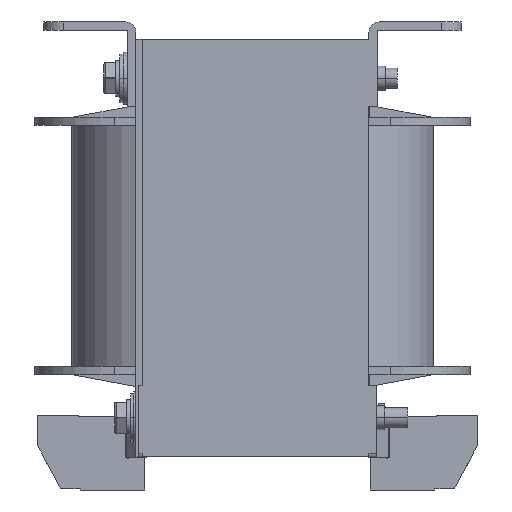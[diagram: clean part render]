
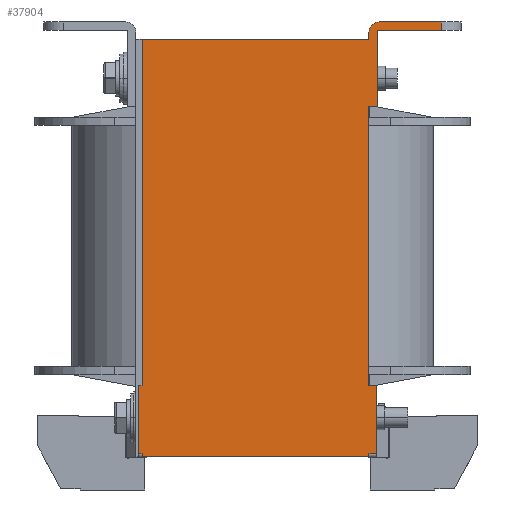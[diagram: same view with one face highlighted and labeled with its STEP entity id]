
A CAD part, front view. The second image highlights one B-rep face of the part: STEP entity #37904.
In plain terms, the highlighted planar face has unit normal (0, -1, 0).
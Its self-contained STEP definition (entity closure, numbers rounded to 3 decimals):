
#329=DIRECTION('',(1.,0.,0.));
#330=VECTOR('',#329,56.5);
#331=CARTESIAN_POINT('',(24.25,-21.,-87.5));
#332=LINE('',#331,#330);
#7772=DIRECTION('',(1.,0.,0.));
#7773=VECTOR('',#7772,2.);
#7774=CARTESIAN_POINT('',(80.75,-21.,-0.25));
#7775=LINE('',#7774,#7773);
#7792=DIRECTION('',(0.,0.,-1.));
#7793=VECTOR('',#7792,1.75);
#7794=CARTESIAN_POINT('',(80.75,-21.,18.25));
#7795=LINE('',#7794,#7793);
#7848=DIRECTION('',(1.,0.,0.));
#7849=VECTOR('',#7848,1.8);
#7850=CARTESIAN_POINT('',(80.75,-21.,-69.75));
#7851=LINE('',#7850,#7849);
#7852=DIRECTION('',(0.,0.,1.));
#7853=VECTOR('',#7852,17.);
#7854=CARTESIAN_POINT('',(23.45,-21.,-86.75));
#7855=LINE('',#7854,#7853);
#7856=DIRECTION('',(1.,0.,0.));
#7857=VECTOR('',#7856,0.8);
#7858=CARTESIAN_POINT('',(23.45,-21.,-69.75));
#7859=LINE('',#7858,#7857);
#7860=DIRECTION('',(1.,0.,0.));
#7861=VECTOR('',#7860,56.5);
#7862=CARTESIAN_POINT('',(24.25,-21.,16.5));
#7863=LINE('',#7862,#7861);
#7864=CARTESIAN_POINT('',(83.25,-21.,18.25));
#7865=DIRECTION('',(0.,1.,0.));
#7866=DIRECTION('',(-1.,0.,0.));
#7867=AXIS2_PLACEMENT_3D('',#7864,#7865,#7866);
#7869=CARTESIAN_POINT('',(83.25,-21.,18.25));
#7870=DIRECTION('',(0.,-1.,0.));
#7871=DIRECTION('',(0.,0.,1.));
#7872=AXIS2_PLACEMENT_3D('',#7869,#7870,#7871);
#7874=DIRECTION('',(0.,0.,1.));
#7875=VECTOR('',#7874,69.5);
#7876=CARTESIAN_POINT('',(80.75,-21.,-69.75));
#7877=LINE('',#7876,#7875);
#7919=DIRECTION('',(1.,0.,0.));
#7920=VECTOR('',#7919,1.8);
#7921=CARTESIAN_POINT('',(80.75,-21.,-86.75));
#7922=LINE('',#7921,#7920);
#7936=DIRECTION('',(0.,0.,1.));
#7937=VECTOR('',#7936,0.75);
#7938=CARTESIAN_POINT('',(80.75,-21.,-87.5));
#7939=LINE('',#7938,#7937);
#7945=DIRECTION('',(0.,0.,1.));
#7946=VECTOR('',#7945,17.);
#7947=CARTESIAN_POINT('',(82.55,-21.,-86.75));
#7948=LINE('',#7947,#7946);
#17335=DIRECTION('',(0.,0.,-1.));
#17336=VECTOR('',#17335,86.25);
#17337=CARTESIAN_POINT('',(24.25,-21.,16.5));
#17338=LINE('',#17337,#17336);
#17347=DIRECTION('',(1.,0.,0.));
#17348=VECTOR('',#17347,0.8);
#17349=CARTESIAN_POINT('',(23.45,-21.,-86.75));
#17350=LINE('',#17349,#17348);
#17356=DIRECTION('',(0.,0.,-1.));
#17357=VECTOR('',#17356,0.75);
#17358=CARTESIAN_POINT('',(24.25,-21.,-86.75));
#17359=LINE('',#17358,#17357);
#19095=DIRECTION('',(1.,0.,0.));
#19096=VECTOR('',#19095,15.5);
#19097=CARTESIAN_POINT('',(83.25,-21.,18.75));
#19098=LINE('',#19097,#19096);
#19179=DIRECTION('',(0.,0.,1.));
#19180=VECTOR('',#19179,2.);
#19181=CARTESIAN_POINT('',(98.75,-21.,18.75));
#19182=LINE('',#19181,#19180);
#19188=DIRECTION('',(-1.,0.,0.));
#19189=VECTOR('',#19188,15.5);
#19190=CARTESIAN_POINT('',(98.75,-21.,20.75));
#19191=LINE('',#19190,#19189);
#19385=DIRECTION('',(0.,0.,1.));
#19386=VECTOR('',#19385,18.5);
#19387=CARTESIAN_POINT('',(82.75,-21.,-0.25));
#19388=LINE('',#19387,#19386);
#23181=CARTESIAN_POINT('',(24.25,-21.,-86.75));
#23183=VERTEX_POINT('',#23181);
#23184=CARTESIAN_POINT('',(24.25,-21.,-87.5));
#23185=VERTEX_POINT('',#23184);
#23187=CARTESIAN_POINT('',(24.25,-21.,-69.75));
#23189=VERTEX_POINT('',#23187);
#23192=CARTESIAN_POINT('',(24.25,-21.,16.5));
#23193=VERTEX_POINT('',#23192);
#23688=CARTESIAN_POINT('',(80.75,-21.,-0.25));
#23689=VERTEX_POINT('',#23688);
#23690=CARTESIAN_POINT('',(82.75,-21.,-0.25));
#23691=VERTEX_POINT('',#23690);
#23708=CARTESIAN_POINT('',(80.75,-21.,18.25));
#23709=VERTEX_POINT('',#23708);
#23710=CARTESIAN_POINT('',(80.75,-21.,16.5));
#23711=VERTEX_POINT('',#23710);
#23722=CARTESIAN_POINT('',(80.75,-21.,-69.75));
#23723=VERTEX_POINT('',#23722);
#23724=CARTESIAN_POINT('',(82.55,-21.,-69.75));
#23725=VERTEX_POINT('',#23724);
#23726=CARTESIAN_POINT('',(82.55,-21.,-86.75));
#23727=VERTEX_POINT('',#23726);
#23728=CARTESIAN_POINT('',(80.75,-21.,-86.75));
#23729=VERTEX_POINT('',#23728);
#23730=CARTESIAN_POINT('',(80.75,-21.,-87.5));
#23731=VERTEX_POINT('',#23730);
#23732=CARTESIAN_POINT('',(23.45,-21.,-86.75));
#23733=VERTEX_POINT('',#23732);
#23734=CARTESIAN_POINT('',(23.45,-21.,-69.75));
#23735=VERTEX_POINT('',#23734);
#23736=CARTESIAN_POINT('',(83.25,-21.,20.75));
#23737=VERTEX_POINT('',#23736);
#23738=CARTESIAN_POINT('',(98.75,-21.,20.75));
#23739=VERTEX_POINT('',#23738);
#23740=CARTESIAN_POINT('',(98.75,-21.,18.75));
#23741=VERTEX_POINT('',#23740);
#23742=CARTESIAN_POINT('',(83.25,-21.,18.75));
#23743=VERTEX_POINT('',#23742);
#23744=CARTESIAN_POINT('',(82.75,-21.,18.25));
#23745=VERTEX_POINT('',#23744);
#37861=CARTESIAN_POINT('',(51.75,-21.,-25.75));
#37862=DIRECTION('',(0.,1.,0.));
#37863=DIRECTION('',(0.,0.,1.));
#37864=AXIS2_PLACEMENT_3D('',#37861,#37862,#37863);
#37865=PLANE('',#37864);
#37867=ORIENTED_EDGE('',*,*,#37866,.F.);
#37869=ORIENTED_EDGE('',*,*,#37868,.T.);
#37871=ORIENTED_EDGE('',*,*,#37870,.F.);
#37873=ORIENTED_EDGE('',*,*,#37872,.F.);
#37875=ORIENTED_EDGE('',*,*,#37874,.F.);
#37876=ORIENTED_EDGE('',*,*,#27719,.F.);
#37878=ORIENTED_EDGE('',*,*,#37877,.F.);
#37880=ORIENTED_EDGE('',*,*,#37879,.F.);
#37882=ORIENTED_EDGE('',*,*,#37881,.T.);
#37884=ORIENTED_EDGE('',*,*,#37883,.T.);
#37886=ORIENTED_EDGE('',*,*,#37885,.F.);
#37887=ORIENTED_EDGE('',*,*,#37828,.T.);
#37888=ORIENTED_EDGE('',*,*,#37808,.F.);
#37890=ORIENTED_EDGE('',*,*,#37889,.T.);
#37892=ORIENTED_EDGE('',*,*,#37891,.F.);
#37894=ORIENTED_EDGE('',*,*,#37893,.F.);
#37896=ORIENTED_EDGE('',*,*,#37895,.F.);
#37898=ORIENTED_EDGE('',*,*,#37897,.T.);
#37900=ORIENTED_EDGE('',*,*,#37899,.F.);
#37901=ORIENTED_EDGE('',*,*,#37758,.F.);
#37902=EDGE_LOOP('',(#37867,#37869,#37871,#37873,#37875,#37876,#37878,#37880,
#37882,#37884,#37886,#37887,#37888,#37890,#37892,#37894,#37896,#37898,#37900,
#37901));
#37903=FACE_OUTER_BOUND('',#37902,.F.);
#37904=ADVANCED_FACE('',(#37903),#37865,.F.);
#7868=CIRCLE('',#7867,2.5);
#7873=CIRCLE('',#7872,0.5);
#27719=EDGE_CURVE('',#23185,#23731,#332,.T.);
#37758=EDGE_CURVE('',#23689,#23691,#7775,.T.);
#37808=EDGE_CURVE('',#23709,#23711,#7795,.T.);
#37828=EDGE_CURVE('',#23193,#23711,#7863,.T.);
#37866=EDGE_CURVE('',#23723,#23689,#7877,.T.);
#37868=EDGE_CURVE('',#23723,#23725,#7851,.T.);
#37870=EDGE_CURVE('',#23727,#23725,#7948,.T.);
#37872=EDGE_CURVE('',#23729,#23727,#7922,.T.);
#37874=EDGE_CURVE('',#23731,#23729,#7939,.T.);
#37877=EDGE_CURVE('',#23183,#23185,#17359,.T.);
#37879=EDGE_CURVE('',#23733,#23183,#17350,.T.);
#37881=EDGE_CURVE('',#23733,#23735,#7855,.T.);
#37883=EDGE_CURVE('',#23735,#23189,#7859,.T.);
#37885=EDGE_CURVE('',#23193,#23189,#17338,.T.);
#37889=EDGE_CURVE('',#23709,#23737,#7868,.T.);
#37891=EDGE_CURVE('',#23739,#23737,#19191,.T.);
#37893=EDGE_CURVE('',#23741,#23739,#19182,.T.);
#37895=EDGE_CURVE('',#23743,#23741,#19098,.T.);
#37897=EDGE_CURVE('',#23743,#23745,#7873,.T.);
#37899=EDGE_CURVE('',#23691,#23745,#19388,.T.);
